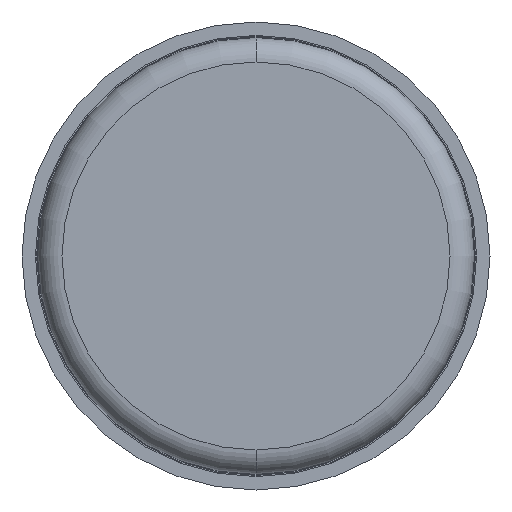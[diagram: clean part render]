
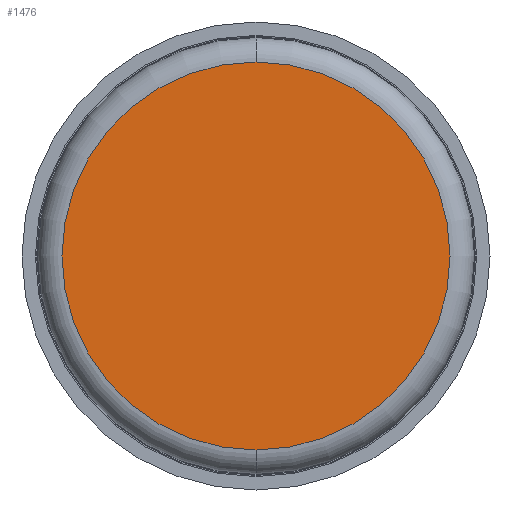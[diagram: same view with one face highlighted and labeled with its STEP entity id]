
A CAD part, front view. The second image highlights one B-rep face of the part: STEP entity #1476.
In plain terms, the highlighted planar face has unit normal (0, -1, 0).
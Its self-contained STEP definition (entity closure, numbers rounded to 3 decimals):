
#119 = ORIENTED_EDGE ( 'NONE', *, *, #1925, .T. ) ;
#284 = CIRCLE ( 'NONE', #465, 3.98 ) ;
#465 = AXIS2_PLACEMENT_3D ( 'NONE', #2620, #1870, #556 ) ;
#556 = DIRECTION ( 'NONE',  ( 0., 0., -1. ) ) ;
#608 = PLANE ( 'NONE',  #2431 ) ;
#766 = CARTESIAN_POINT ( 'NONE',  ( 0., 0., 3.98 ) ) ;
#809 = EDGE_CURVE ( 'Defeature ausgef�hrt2_10+Defeature ausgef�hrt2_11+Defeature ausgef�hrt2_11+Defeature ausgef�hrt2_11', #1713, #1698, #284, .T. ) ;
#875 = CARTESIAN_POINT ( 'NONE',  ( 0., 0., 0. ) ) ;
#1121 = DIRECTION ( 'NONE',  ( 0., -1., 0. ) ) ;
#1138 = AXIS2_PLACEMENT_3D ( 'NONE', #875, #1121, #1887 ) ;
#1248 = CIRCLE ( 'NONE', #1138, 3.98 ) ;
#1415 = DIRECTION ( 'NONE',  ( 0., 0., -1. ) ) ;
#1476 = ADVANCED_FACE ( 'Defeature ausgef�hrt2_10', ( #2229 ), #608, .T. ) ;
#1667 = DIRECTION ( 'NONE',  ( 0., -1., 0. ) ) ;
#1698 = VERTEX_POINT ( 'NONE', #2027 ) ;
#1713 = VERTEX_POINT ( 'NONE', #766 ) ;
#1870 = DIRECTION ( 'NONE',  ( 0., -1., 0. ) ) ;
#1887 = DIRECTION ( 'NONE',  ( 0., 0., -1. ) ) ;
#1925 = EDGE_CURVE ( 'Defeature ausgef�hrt2_10+Defeature ausgef�hrt2_11+Defeature ausgef�hrt2_11+Defeature ausgef�hrt2_11', #1698, #1713, #1248, .T. ) ;
#2027 = CARTESIAN_POINT ( 'NONE',  ( 0., 0., -3.98 ) ) ;
#2229 = FACE_OUTER_BOUND ( 'NONE', #2393, .T. ) ;
#2393 = EDGE_LOOP ( 'NONE', ( #119, #3215 ) ) ;
#2431 = AXIS2_PLACEMENT_3D ( 'NONE', #2444, #1667, #1415 ) ;
#2444 = CARTESIAN_POINT ( 'NONE',  ( 4.48, 0., 0. ) ) ;
#2620 = CARTESIAN_POINT ( 'NONE',  ( 0., 0., 0. ) ) ;
#3215 = ORIENTED_EDGE ( 'NONE', *, *, #809, .T. ) ;
